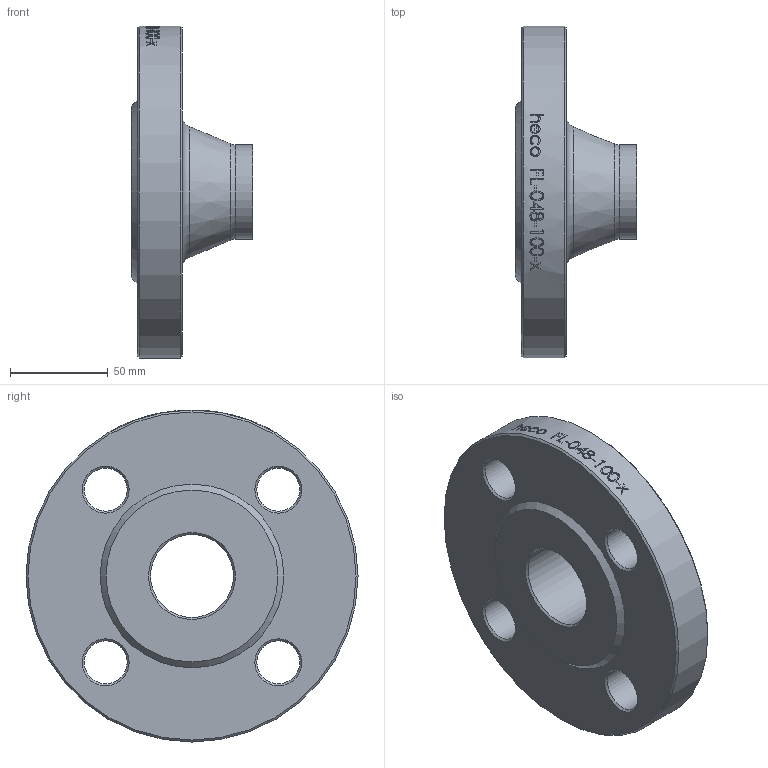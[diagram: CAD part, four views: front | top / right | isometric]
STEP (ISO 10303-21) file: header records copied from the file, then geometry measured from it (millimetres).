
FILE_DESCRIPTION (( 'STEP AP214' ), '1' );
FILE_NAME ('FL-048-100-x Vorschweissflansch EN1092 2103.STEP', '2021-03-01T14:19:48', ( '' ), ( '' ), 'SwSTEP 2.0', 'SolidWorks 2019', '' );
FILE_SCHEMA (( 'AUTOMOTIVE_DESIGN' ));
Length unit declared in the file: millimetre
Products named in the file (1): FL-048-100-x Vorschweissflansch EN1092 2103
Bounding box: 62 x 170 x 170 mm (x, y, z)
Volume: 508247.4 mm3; surface area: 70281.8 mm2
Topology: 1 solids, 1 shells, 50 faces, 212 edges, 189 vertices
Faces by surface type: cylinder 31, cone 13, plane 4, torus 2
Full cylindrical faces by diameter (mm): 22 x4, 42.5 x1, 48.3 x1, 170 x1
Entity records: 5600 total; most frequent: CARTESIAN_POINT 3774, ORIENTED_EDGE 362, DIRECTION 252, EDGE_CURVE 181, VERTEX_POINT 181, AXIS2_PLACEMENT_3D 113, EDGE_LOOP 108, B_SPLINE_CURVE_WITH_KNOTS 93
